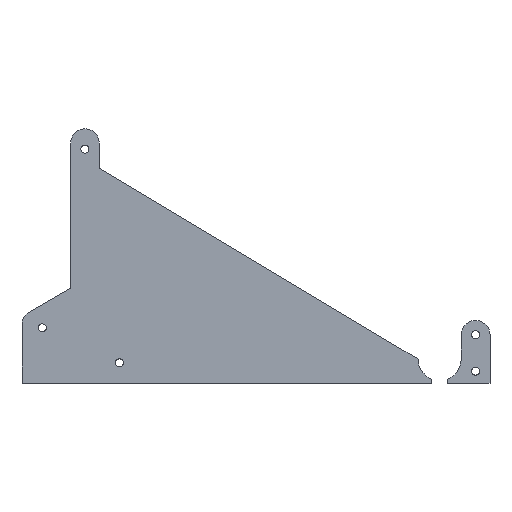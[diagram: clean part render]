
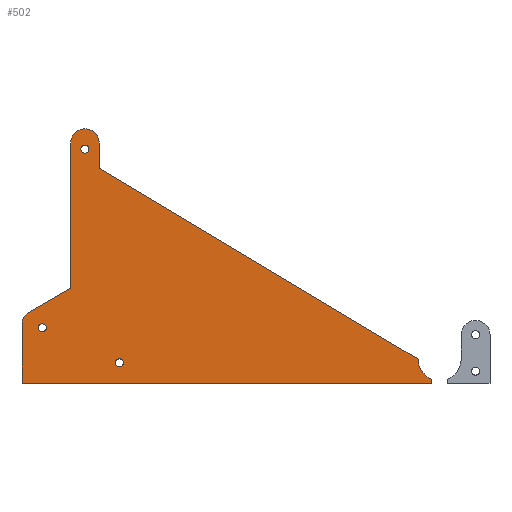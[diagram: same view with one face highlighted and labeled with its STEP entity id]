
A CAD part, top view. The second image highlights one B-rep face of the part: STEP entity #502.
In plain terms, the highlighted planar face has unit normal (0, 0, 1).
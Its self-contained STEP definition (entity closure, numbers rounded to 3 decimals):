
#49=FACE_BOUND('',#123,.T.);
#50=FACE_BOUND('',#124,.T.);
#51=FACE_BOUND('',#125,.T.);
#68=PLANE('',#568);
#93=FACE_OUTER_BOUND('',#122,.T.);
#122=EDGE_LOOP('',(#443,#444,#445,#446,#447,#448,#449,#450,#451,#452));
#123=EDGE_LOOP('',(#453));
#124=EDGE_LOOP('',(#454));
#125=EDGE_LOOP('',(#455));
#152=LINE('',#793,#195);
#155=LINE('',#799,#198);
#159=LINE('',#811,#202);
#162=LINE('',#817,#205);
#166=LINE('',#829,#209);
#169=LINE('',#835,#212);
#172=LINE('',#839,#215);
#195=VECTOR('',#658,10.);
#198=VECTOR('',#663,10.);
#202=VECTOR('',#675,10.);
#205=VECTOR('',#680,10.);
#209=VECTOR('',#692,10.);
#212=VECTOR('',#697,10.);
#215=VECTOR('',#702,10.);
#224=CIRCLE('',#544,2.);
#226=CIRCLE('',#547,2.);
#228=CIRCLE('',#550,2.);
#231=CIRCLE('',#554,7.1);
#233=CIRCLE('',#559,7.);
#235=CIRCLE('',#564,10.625);
#254=VERTEX_POINT('',#763);
#256=VERTEX_POINT('',#769);
#258=VERTEX_POINT('',#775);
#262=VERTEX_POINT('',#784);
#263=VERTEX_POINT('',#786);
#265=VERTEX_POINT('',#792);
#267=VERTEX_POINT('',#798);
#269=VERTEX_POINT('',#804);
#271=VERTEX_POINT('',#810);
#273=VERTEX_POINT('',#816);
#275=VERTEX_POINT('',#822);
#277=VERTEX_POINT('',#828);
#279=VERTEX_POINT('',#834);
#304=EDGE_CURVE('',#254,#254,#224,.T.);
#307=EDGE_CURVE('',#256,#256,#226,.T.);
#310=EDGE_CURVE('',#258,#258,#228,.T.);
#315=EDGE_CURVE('',#263,#262,#231,.T.);
#318=EDGE_CURVE('',#265,#263,#152,.T.);
#321=EDGE_CURVE('',#267,#265,#155,.T.);
#324=EDGE_CURVE('',#269,#267,#233,.T.);
#327=EDGE_CURVE('',#271,#269,#159,.T.);
#330=EDGE_CURVE('',#273,#271,#162,.T.);
#333=EDGE_CURVE('',#275,#273,#235,.T.);
#336=EDGE_CURVE('',#277,#275,#166,.T.);
#339=EDGE_CURVE('',#279,#277,#169,.T.);
#342=EDGE_CURVE('',#262,#279,#172,.T.);
#443=ORIENTED_EDGE('',*,*,#342,.T.);
#444=ORIENTED_EDGE('',*,*,#339,.T.);
#445=ORIENTED_EDGE('',*,*,#336,.T.);
#446=ORIENTED_EDGE('',*,*,#333,.T.);
#447=ORIENTED_EDGE('',*,*,#330,.T.);
#448=ORIENTED_EDGE('',*,*,#327,.T.);
#449=ORIENTED_EDGE('',*,*,#324,.T.);
#450=ORIENTED_EDGE('',*,*,#321,.T.);
#451=ORIENTED_EDGE('',*,*,#318,.T.);
#452=ORIENTED_EDGE('',*,*,#315,.T.);
#453=ORIENTED_EDGE('',*,*,#310,.T.);
#454=ORIENTED_EDGE('',*,*,#307,.T.);
#455=ORIENTED_EDGE('',*,*,#304,.T.);
#502=ADVANCED_FACE('',(#93,#49,#50,#51),#68,.T.);
#544=AXIS2_PLACEMENT_3D('',#764,#628,#629);
#547=AXIS2_PLACEMENT_3D('',#770,#635,#636);
#550=AXIS2_PLACEMENT_3D('',#776,#642,#643);
#554=AXIS2_PLACEMENT_3D('',#787,#652,#653);
#559=AXIS2_PLACEMENT_3D('',#805,#669,#670);
#564=AXIS2_PLACEMENT_3D('',#823,#686,#687);
#568=AXIS2_PLACEMENT_3D('',#840,#703,#704);
#628=DIRECTION('center_axis',(0.,0.,-1.));
#629=DIRECTION('ref_axis',(-1.,0.,0.));
#635=DIRECTION('center_axis',(0.,0.,-1.));
#636=DIRECTION('ref_axis',(-1.,0.,0.));
#642=DIRECTION('center_axis',(0.,0.,-1.));
#643=DIRECTION('ref_axis',(-1.,0.,0.));
#652=DIRECTION('center_axis',(0.,0.,1.));
#653=DIRECTION('ref_axis',(-0.5,0.866,0.));
#658=DIRECTION('',(-0.866,-0.5,0.));
#663=DIRECTION('',(0.,-1.,0.));
#669=DIRECTION('center_axis',(0.,0.,1.));
#670=DIRECTION('ref_axis',(1.,0.,0.));
#675=DIRECTION('',(0.,1.,0.));
#680=DIRECTION('',(-0.858,0.513,0.));
#686=DIRECTION('center_axis',(0.,0.,-1.));
#687=DIRECTION('ref_axis',(1.,0.,0.));
#692=DIRECTION('',(0.,1.,0.));
#697=DIRECTION('',(1.,0.,0.));
#702=DIRECTION('',(0.,-1.,0.));
#703=DIRECTION('center_axis',(0.,0.,1.));
#704=DIRECTION('ref_axis',(1.,0.,0.));
#763=CARTESIAN_POINT('',(-145.08,198.157,3.));
#764=CARTESIAN_POINT('Origin',(-147.08,198.157,3.));
#769=CARTESIAN_POINT('',(-162.08,303.459,3.));
#770=CARTESIAN_POINT('Origin',(-164.08,303.459,3.));
#775=CARTESIAN_POINT('',(-183.128,215.398,3.));
#776=CARTESIAN_POINT('Origin',(-185.128,215.398,3.));
#784=CARTESIAN_POINT('',(-195.08,217.044,3.));
#786=CARTESIAN_POINT('',(-191.53,223.193,3.));
#787=CARTESIAN_POINT('Origin',(-187.98,217.044,3.));
#792=CARTESIAN_POINT('',(-171.08,235.,3.));
#793=CARTESIAN_POINT('',(-171.08,235.,3.));
#798=CARTESIAN_POINT('',(-171.08,306.459,3.));
#799=CARTESIAN_POINT('',(-171.08,306.459,3.));
#804=CARTESIAN_POINT('',(-157.08,306.459,3.));
#805=CARTESIAN_POINT('Origin',(-164.08,306.459,3.));
#810=CARTESIAN_POINT('',(-157.08,293.975,3.));
#811=CARTESIAN_POINT('',(-157.08,293.975,3.));
#816=CARTESIAN_POINT('',(0.,200.,3.));
#817=CARTESIAN_POINT('',(0.,200.,3.));
#822=CARTESIAN_POINT('',(6.625,190.157,3.));
#823=CARTESIAN_POINT('Origin',(10.625,200.,3.));
#828=CARTESIAN_POINT('',(6.625,188.157,3.));
#829=CARTESIAN_POINT('',(6.625,188.157,3.));
#834=CARTESIAN_POINT('',(-195.08,188.157,3.));
#835=CARTESIAN_POINT('',(-195.08,188.157,3.));
#839=CARTESIAN_POINT('',(-195.08,217.044,3.));
#840=CARTESIAN_POINT('Origin',(-94.227,250.808,3.));
